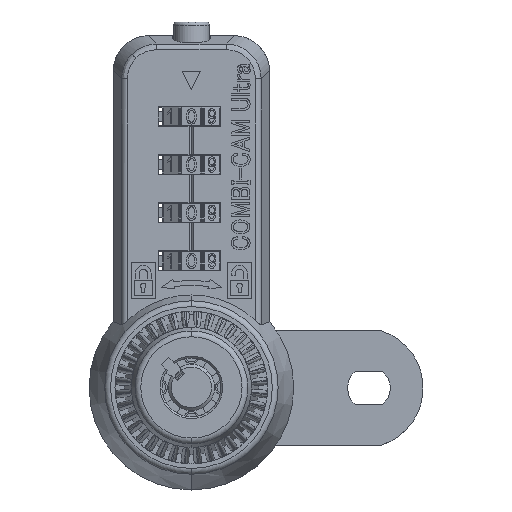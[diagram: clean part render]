
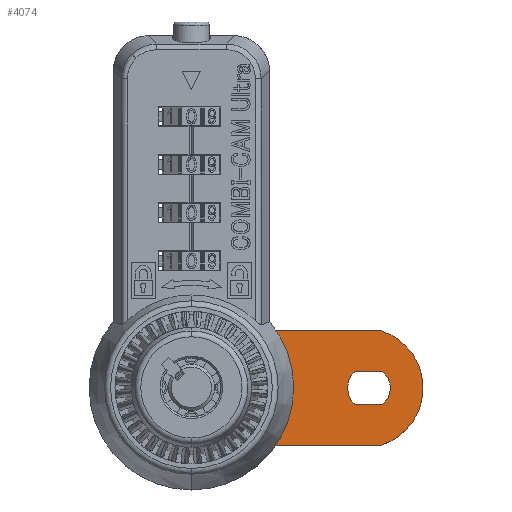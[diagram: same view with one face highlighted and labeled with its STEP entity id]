
A CAD part, top view. The second image highlights one B-rep face of the part: STEP entity #4074.
In plain terms, the highlighted planar face has unit normal (0, 0, 1).
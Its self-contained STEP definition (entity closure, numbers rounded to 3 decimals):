
#290 = AXIS2_PLACEMENT_3D ( 'NONE', #53969, #26906, #58489 ) ;
#544 = VERTEX_POINT ( 'NONE', #37663 ) ;
#1053 = VECTOR ( 'NONE', #12238, 1000. ) ;
#1404 = DIRECTION ( 'NONE',  ( 0., 0., 1. ) ) ;
#1732 = CARTESIAN_POINT ( 'NONE',  ( 2.75, -2.245, -35. ) ) ;
#1823 = CARTESIAN_POINT ( 'NONE',  ( 29.5, 0., -35. ) ) ;
#2274 = CARTESIAN_POINT ( 'NONE',  ( 2.75, -2.245, -35. ) ) ;
#2554 = ORIENTED_EDGE ( 'NONE', *, *, #38629, .T. ) ;
#2800 = VECTOR ( 'NONE', #3079, 1000. ) ;
#3079 = DIRECTION ( 'NONE',  ( 1., 0., 0. ) ) ;
#4064 = VERTEX_POINT ( 'NONE', #19325 ) ;
#4074 = ADVANCED_FACE ( 'NONE', ( #35731, #46351, #58330 ), #28373, .T. ) ;
#5595 = EDGE_LOOP ( 'NONE', ( #38910, #11347, #2554, #51954 ) ) ;
#6326 = DIRECTION ( 'NONE',  ( 0., -1., 0. ) ) ;
#7158 = LINE ( 'NONE', #18585, #53730 ) ;
#7350 = CARTESIAN_POINT ( 'NONE',  ( 1., 0., -35. ) ) ;
#7503 = CIRCLE ( 'NONE', #30057, 10. ) ;
#7906 = EDGE_CURVE ( 'NONE', #23354, #4064, #31913, .T. ) ;
#10028 = LINE ( 'NONE', #1732, #22074 ) ;
#10131 = DIRECTION ( 'NONE',  ( 0., 0., 1. ) ) ;
#10230 = EDGE_CURVE ( 'NONE', #4064, #24582, #16178, .T. ) ;
#10644 = AXIS2_PLACEMENT_3D ( 'NONE', #11660, #43255, #16211 ) ;
#10656 = CARTESIAN_POINT ( 'NONE',  ( 31.745, 2.75, -35. ) ) ;
#11347 = ORIENTED_EDGE ( 'NONE', *, *, #42772, .T. ) ;
#11641 = LINE ( 'NONE', #32813, #22254 ) ;
#11660 = CARTESIAN_POINT ( 'NONE',  ( 29.5, 0., -35. ) ) ;
#11871 = DIRECTION ( 'NONE',  ( 0., -1., 0. ) ) ;
#11884 = VERTEX_POINT ( 'NONE', #44600 ) ;
#12043 = CARTESIAN_POINT ( 'NONE',  ( 31.745, 2.75, -35. ) ) ;
#12215 = CARTESIAN_POINT ( 'NONE',  ( 28.5, 0., -35. ) ) ;
#12238 = DIRECTION ( 'NONE',  ( -1., 0., 0. ) ) ;
#12485 = LINE ( 'NONE', #18691, #57670 ) ;
#13747 = ORIENTED_EDGE ( 'NONE', *, *, #7906, .F. ) ;
#15455 = CIRCLE ( 'NONE', #290, 3.55 ) ;
#15759 = ORIENTED_EDGE ( 'NONE', *, *, #56141, .F. ) ;
#16178 = LINE ( 'NONE', #30079, #2800 ) ;
#16211 = DIRECTION ( 'NONE',  ( 0., -1., 0. ) ) ;
#16769 = DIRECTION ( 'NONE',  ( 0., -1., 0. ) ) ;
#17381 = EDGE_CURVE ( 'NONE', #37579, #38972, #11641, .T. ) ;
#17968 = EDGE_CURVE ( 'NONE', #38622, #23354, #26394, .T. ) ;
#18585 = CARTESIAN_POINT ( 'NONE',  ( 31.622, 9.5, -35. ) ) ;
#18637 = EDGE_CURVE ( 'NONE', #31386, #57075, #48971, .T. ) ;
#18691 = CARTESIAN_POINT ( 'NONE',  ( -2.75, 2.245, -35. ) ) ;
#19325 = CARTESIAN_POINT ( 'NONE',  ( 27.255, -2.75, -35. ) ) ;
#19535 = VERTEX_POINT ( 'NONE', #2274 ) ;
#19720 = AXIS2_PLACEMENT_3D ( 'NONE', #12215, #43787, #16769 ) ;
#20156 = EDGE_LOOP ( 'NONE', ( #15759, #40161, #52415, #38387 ) ) ;
#21873 = CIRCLE ( 'NONE', #10644, 3.55 ) ;
#22074 = VECTOR ( 'NONE', #46881, 1000. ) ;
#22254 = VECTOR ( 'NONE', #41912, 1000. ) ;
#23354 = VERTEX_POINT ( 'NONE', #43281 ) ;
#24047 = CARTESIAN_POINT ( 'NONE',  ( 31.622, -9.5, -35. ) ) ;
#24582 = VERTEX_POINT ( 'NONE', #28515 ) ;
#26394 = LINE ( 'NONE', #12043, #1053 ) ;
#26629 = ORIENTED_EDGE ( 'NONE', *, *, #17968, .F. ) ;
#26906 = DIRECTION ( 'NONE',  ( 0., 0., 1. ) ) ;
#28373 = PLANE ( 'NONE',  #45190 ) ;
#28515 = CARTESIAN_POINT ( 'NONE',  ( 31.745, -2.75, -35. ) ) ;
#28776 = AXIS2_PLACEMENT_3D ( 'NONE', #37158, #10131, #41741 ) ;
#30057 = AXIS2_PLACEMENT_3D ( 'NONE', #7350, #38879, #11871 ) ;
#30079 = CARTESIAN_POINT ( 'NONE',  ( 27.255, -2.75, -35. ) ) ;
#31169 = VERTEX_POINT ( 'NONE', #52649 ) ;
#31386 = VERTEX_POINT ( 'NONE', #53341 ) ;
#31913 = CIRCLE ( 'NONE', #54900, 3.55 ) ;
#32310 = ORIENTED_EDGE ( 'NONE', *, *, #10230, .F. ) ;
#32434 = EDGE_CURVE ( 'NONE', #11884, #19535, #15455, .T. ) ;
#32813 = CARTESIAN_POINT ( 'NONE',  ( 31.622, -9.5, -35. ) ) ;
#32916 = DIRECTION ( 'NONE',  ( 0., -1., 0. ) ) ;
#33332 = DIRECTION ( 'NONE',  ( 0., 0., 1. ) ) ;
#35731 = FACE_OUTER_BOUND ( 'NONE', #5595, .T. ) ;
#35826 = EDGE_CURVE ( 'NONE', #24582, #38622, #21873, .T. ) ;
#36658 = CARTESIAN_POINT ( 'NONE',  ( -2.122, -9.5, -35. ) ) ;
#37158 = CARTESIAN_POINT ( 'NONE',  ( 0., 0., -35. ) ) ;
#37579 = VERTEX_POINT ( 'NONE', #36658 ) ;
#37663 = CARTESIAN_POINT ( 'NONE',  ( 31.622, 9.5, -35. ) ) ;
#38387 = ORIENTED_EDGE ( 'NONE', *, *, #18637, .F. ) ;
#38622 = VERTEX_POINT ( 'NONE', #10656 ) ;
#38629 = EDGE_CURVE ( 'NONE', #31169, #37579, #7503, .T. ) ;
#38879 = DIRECTION ( 'NONE',  ( 0., 0., 1. ) ) ;
#38910 = ORIENTED_EDGE ( 'NONE', *, *, #53346, .T. ) ;
#38972 = VERTEX_POINT ( 'NONE', #24047 ) ;
#40161 = ORIENTED_EDGE ( 'NONE', *, *, #32434, .F. ) ;
#40557 = CIRCLE ( 'NONE', #19720, 10. ) ;
#41741 = DIRECTION ( 'NONE',  ( 0., -1., 0. ) ) ;
#41912 = DIRECTION ( 'NONE',  ( 1., 0., 0. ) ) ;
#42772 = EDGE_CURVE ( 'NONE', #544, #31169, #7158, .T. ) ;
#43255 = DIRECTION ( 'NONE',  ( 0., 0., 1. ) ) ;
#43281 = CARTESIAN_POINT ( 'NONE',  ( 27.255, 2.75, -35. ) ) ;
#43787 = DIRECTION ( 'NONE',  ( 0., 0., 1. ) ) ;
#44600 = CARTESIAN_POINT ( 'NONE',  ( -2.75, -2.245, -35. ) ) ;
#45190 = AXIS2_PLACEMENT_3D ( 'NONE', #55425, #1404, #32916 ) ;
#45716 = DIRECTION ( 'NONE',  ( 0., -1., 0. ) ) ;
#46351 = FACE_BOUND ( 'NONE', #49607, .T. ) ;
#46881 = DIRECTION ( 'NONE',  ( 0., 1., 0. ) ) ;
#48971 = CIRCLE ( 'NONE', #28776, 3.55 ) ;
#49607 = EDGE_LOOP ( 'NONE', ( #26629, #51218, #32310, #13747 ) ) ;
#49871 = CARTESIAN_POINT ( 'NONE',  ( -2.75, 2.245, -35. ) ) ;
#50116 = DIRECTION ( 'NONE',  ( -1., 0., 0. ) ) ;
#51218 = ORIENTED_EDGE ( 'NONE', *, *, #35826, .F. ) ;
#51355 = EDGE_CURVE ( 'NONE', #57075, #11884, #12485, .T. ) ;
#51954 = ORIENTED_EDGE ( 'NONE', *, *, #17381, .T. ) ;
#52415 = ORIENTED_EDGE ( 'NONE', *, *, #51355, .F. ) ;
#52649 = CARTESIAN_POINT ( 'NONE',  ( -2.122, 9.5, -35. ) ) ;
#53341 = CARTESIAN_POINT ( 'NONE',  ( 2.75, 2.245, -35. ) ) ;
#53346 = EDGE_CURVE ( 'NONE', #38972, #544, #40557, .T. ) ;
#53730 = VECTOR ( 'NONE', #50116, 1000. ) ;
#53969 = CARTESIAN_POINT ( 'NONE',  ( 0., 0., -35. ) ) ;
#54900 = AXIS2_PLACEMENT_3D ( 'NONE', #1823, #33332, #6326 ) ;
#55425 = CARTESIAN_POINT ( 'NONE',  ( 28.5, 0., -35. ) ) ;
#56141 = EDGE_CURVE ( 'NONE', #19535, #31386, #10028, .T. ) ;
#57075 = VERTEX_POINT ( 'NONE', #49871 ) ;
#57670 = VECTOR ( 'NONE', #45716, 1000. ) ;
#58330 = FACE_BOUND ( 'NONE', #20156, .T. ) ;
#58489 = DIRECTION ( 'NONE',  ( 0., -1., 0. ) ) ;
